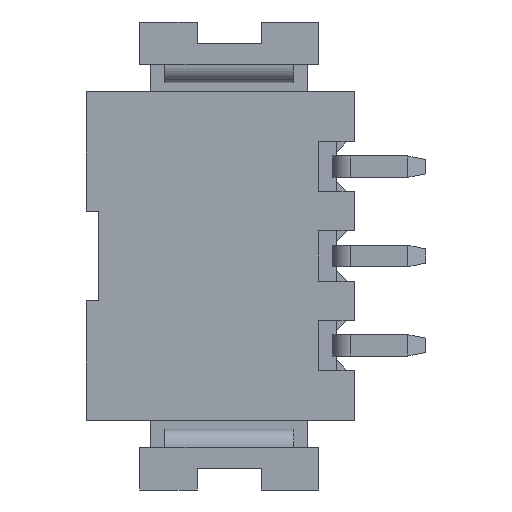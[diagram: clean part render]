
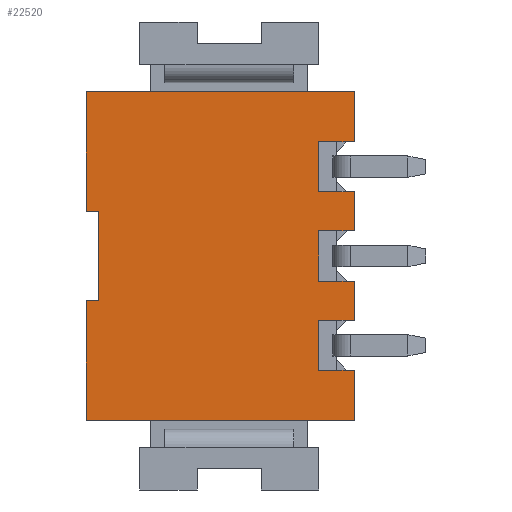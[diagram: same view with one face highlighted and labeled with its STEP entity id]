
A CAD part, front view. The second image highlights one B-rep face of the part: STEP entity #22520.
In plain terms, the highlighted planar face has unit normal (0, -1, 0).
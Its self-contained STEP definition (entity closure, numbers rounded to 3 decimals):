
#690=CARTESIAN_POINT('',(-3.039,-17.222,2.801));
#700=VERTEX_POINT('',#690);
#730=CARTESIAN_POINT('',(-5.978,-17.222,2.801));
#740=DIRECTION('',(-1.,0.,0.));
#750=VECTOR('',#740,1.);
#760=LINE('',#730,#750);
#770=CARTESIAN_POINT('',(-2.689,-17.222,2.801));
#780=VERTEX_POINT('',#770);
#790=EDGE_CURVE('',#780,#700,#760,.T.);
#9910=CARTESIAN_POINT('',(3.461,-17.222,-1.65));
#9920=VERTEX_POINT('',#9910);
#9950=CARTESIAN_POINT('',(3.461,-17.222,5.));
#9960=DIRECTION('',(0.,0.,1.));
#9970=VECTOR('',#9960,1.);
#9980=LINE('',#9950,#9970);
#9990=CARTESIAN_POINT('',(3.461,-17.222,-0.25));
#10000=VERTEX_POINT('',#9990);
#10010=EDGE_CURVE('',#9920,#10000,#9980,.T.);
#10230=CARTESIAN_POINT('',(3.461,-17.222,0.85));
#10240=VERTEX_POINT('',#10230);
#10270=CARTESIAN_POINT('',(3.461,-17.222,7.5));
#10280=DIRECTION('',(0.,0.,1.));
#10290=VECTOR('',#10280,1.);
#10300=LINE('',#10270,#10290);
#10310=CARTESIAN_POINT('',(3.461,-17.222,2.25));
#10320=VERTEX_POINT('',#10310);
#10330=EDGE_CURVE('',#10240,#10320,#10300,.T.);
#10550=CARTESIAN_POINT('',(3.461,-17.222,3.35));
#10560=VERTEX_POINT('',#10550);
#10590=CARTESIAN_POINT('',(3.461,-17.222,7.5));
#10600=DIRECTION('',(0.,0.,1.));
#10610=VECTOR('',#10600,1.);
#10620=LINE('',#10590,#10610);
#10630=CARTESIAN_POINT('',(3.461,-17.222,4.75));
#10640=VERTEX_POINT('',#10630);
#10650=EDGE_CURVE('',#10560,#10640,#10620,.T.);
#16550=CARTESIAN_POINT('',(-3.039,-17.222,7.5));
#16560=DIRECTION('',(0.,0.,1.));
#16570=VECTOR('',#16560,1.);
#16580=LINE('',#16550,#16570);
#16590=CARTESIAN_POINT('',(-3.039,-17.222,6.15));
#16600=VERTEX_POINT('',#16590);
#16610=EDGE_CURVE('',#700,#16600,#16580,.T.);
#21280=CARTESIAN_POINT('',(-1.148,-17.222,
-14.587));
#21290=DIRECTION('',(0.,-1.,0.));
#21300=DIRECTION('',(1.,0.,0.));
#21310=AXIS2_PLACEMENT_3D('',#21280,#21290,#21300);
#21320=PLANE('',#21310);
#21330=CARTESIAN_POINT('',(-5.978,-17.222,6.15));
#21340=DIRECTION('',(-1.,0.,0.));
#21350=VECTOR('',#21340,1.);
#21360=LINE('',#21330,#21350);
#21370=CARTESIAN_POINT('',(4.461,-17.222,6.15));
#21380=VERTEX_POINT('',#21370);
#21390=EDGE_CURVE('',#21380,#16600,#21360,.T.);
#21400=ORIENTED_EDGE('',*,*,#21390,.T.);
#21410=CARTESIAN_POINT('',(4.461,-17.222,7.5));
#21420=DIRECTION('',(0.,0.,1.));
#21430=VECTOR('',#21420,1.);
#21440=LINE('',#21410,#21430);
#21450=CARTESIAN_POINT('',(4.461,-17.222,4.75));
#21460=VERTEX_POINT('',#21450);
#21470=EDGE_CURVE('',#21460,#21380,#21440,.T.);
#21480=ORIENTED_EDGE('',*,*,#21470,.T.);
#21490=CARTESIAN_POINT('',(-5.978,-17.222,4.75));
#21500=DIRECTION('',(1.,0.,0.));
#21510=VECTOR('',#21500,1.);
#21520=LINE('',#21490,#21510);
#21530=EDGE_CURVE('',#10640,#21460,#21520,.T.);
#21540=ORIENTED_EDGE('',*,*,#21530,.T.);
#21550=ORIENTED_EDGE('',*,*,#10650,.T.);
#21560=CARTESIAN_POINT('',(-5.978,-17.222,3.35));
#21570=DIRECTION('',(1.,0.,0.));
#21580=VECTOR('',#21570,1.);
#21590=LINE('',#21560,#21580);
#21600=CARTESIAN_POINT('',(4.461,-17.222,3.35));
#21610=VERTEX_POINT('',#21600);
#21620=EDGE_CURVE('',#10560,#21610,#21590,.T.);
#21630=ORIENTED_EDGE('',*,*,#21620,.F.);
#21640=CARTESIAN_POINT('',(4.461,-17.222,7.5));
#21650=DIRECTION('',(0.,0.,1.));
#21660=VECTOR('',#21650,1.);
#21670=LINE('',#21640,#21660);
#21680=CARTESIAN_POINT('',(4.461,-17.222,2.25));
#21690=VERTEX_POINT('',#21680);
#21700=EDGE_CURVE('',#21690,#21610,#21670,.T.);
#21710=ORIENTED_EDGE('',*,*,#21700,.T.);
#21720=CARTESIAN_POINT('',(-5.978,-17.222,2.25));
#21730=DIRECTION('',(1.,0.,0.));
#21740=VECTOR('',#21730,1.);
#21750=LINE('',#21720,#21740);
#21760=EDGE_CURVE('',#10320,#21690,#21750,.T.);
#21770=ORIENTED_EDGE('',*,*,#21760,.T.);
#21780=ORIENTED_EDGE('',*,*,#10330,.T.);
#21790=CARTESIAN_POINT('',(-5.978,-17.222,0.85));
#21800=DIRECTION('',(1.,0.,0.));
#21810=VECTOR('',#21800,1.);
#21820=LINE('',#21790,#21810);
#21830=CARTESIAN_POINT('',(4.461,-17.222,0.85));
#21840=VERTEX_POINT('',#21830);
#21850=EDGE_CURVE('',#10240,#21840,#21820,.T.);
#21860=ORIENTED_EDGE('',*,*,#21850,.F.);
#21870=CARTESIAN_POINT('',(4.461,-17.222,5.));
#21880=DIRECTION('',(0.,0.,1.));
#21890=VECTOR('',#21880,1.);
#21900=LINE('',#21870,#21890);
#21910=CARTESIAN_POINT('',(4.461,-17.222,-0.25));
#21920=VERTEX_POINT('',#21910);
#21930=EDGE_CURVE('',#21920,#21840,#21900,.T.);
#21940=ORIENTED_EDGE('',*,*,#21930,.T.);
#21950=CARTESIAN_POINT('',(-5.978,-17.222,-0.25));
#21960=DIRECTION('',(1.,0.,0.));
#21970=VECTOR('',#21960,1.);
#21980=LINE('',#21950,#21970);
#21990=EDGE_CURVE('',#10000,#21920,#21980,.T.);
#22000=ORIENTED_EDGE('',*,*,#21990,.T.);
#22010=ORIENTED_EDGE('',*,*,#10010,.T.);
#22020=CARTESIAN_POINT('',(-5.978,-17.222,-1.65));
#22030=DIRECTION('',(1.,0.,0.));
#22040=VECTOR('',#22030,1.);
#22050=LINE('',#22020,#22040);
#22060=CARTESIAN_POINT('',(4.461,-17.222,-1.65));
#22070=VERTEX_POINT('',#22060);
#22080=EDGE_CURVE('',#9920,#22070,#22050,.T.);
#22090=ORIENTED_EDGE('',*,*,#22080,.F.);
#22100=CARTESIAN_POINT('',(4.461,-17.222,5.));
#22110=DIRECTION('',(0.,0.,1.));
#22120=VECTOR('',#22110,1.);
#22130=LINE('',#22100,#22120);
#22140=CARTESIAN_POINT('',(4.461,-17.222,-3.05));
#22150=VERTEX_POINT('',#22140);
#22160=EDGE_CURVE('',#22150,#22070,#22130,.T.);
#22170=ORIENTED_EDGE('',*,*,#22160,.T.);
#22180=CARTESIAN_POINT('',(-5.978,-17.222,-3.05));
#22190=DIRECTION('',(-1.,0.,0.));
#22200=VECTOR('',#22190,1.);
#22210=LINE('',#22180,#22200);
#22220=CARTESIAN_POINT('',(-3.039,-17.222,-3.05));
#22230=VERTEX_POINT('',#22220);
#22240=EDGE_CURVE('',#22150,#22230,#22210,.T.);
#22250=ORIENTED_EDGE('',*,*,#22240,.F.);
#22260=CARTESIAN_POINT('',(-3.039,-17.222,7.5));
#22270=DIRECTION('',(0.,0.,1.));
#22280=VECTOR('',#22270,1.);
#22290=LINE('',#22260,#22280);
#22300=CARTESIAN_POINT('',(-3.039,-17.222,0.3));
#22310=VERTEX_POINT('',#22300);
#22320=EDGE_CURVE('',#22230,#22310,#22290,.T.);
#22330=ORIENTED_EDGE('',*,*,#22320,.F.);
#22340=CARTESIAN_POINT('',(-5.978,-17.222,0.3));
#22350=DIRECTION('',(-1.,0.,0.));
#22360=VECTOR('',#22350,1.);
#22370=LINE('',#22340,#22360);
#22380=CARTESIAN_POINT('',(-2.689,-17.222,0.3));
#22390=VERTEX_POINT('',#22380);
#22400=EDGE_CURVE('',#22390,#22310,#22370,.T.);
#22410=ORIENTED_EDGE('',*,*,#22400,.T.);
#22420=CARTESIAN_POINT('',(-2.689,-17.222,7.5));
#22430=DIRECTION('',(0.,0.,1.));
#22440=VECTOR('',#22430,1.);
#22450=LINE('',#22420,#22440);
#22460=EDGE_CURVE('',#22390,#780,#22450,.T.);
#22470=ORIENTED_EDGE('',*,*,#22460,.F.);
#22480=ORIENTED_EDGE('',*,*,#790,.F.);
#22490=ORIENTED_EDGE('',*,*,#16610,.F.);
#22500=EDGE_LOOP('',(#22490,#22480,#22470,#22410,#22330,#22250,#22170,
#22090,#22010,#22000,#21940,#21860,#21780,#21770,#21710,#21630,#21550,
#21540,#21480,#21400));
#22510=FACE_OUTER_BOUND('',#22500,.T.);
#22520=ADVANCED_FACE('',(#22510),#21320,.T.);
